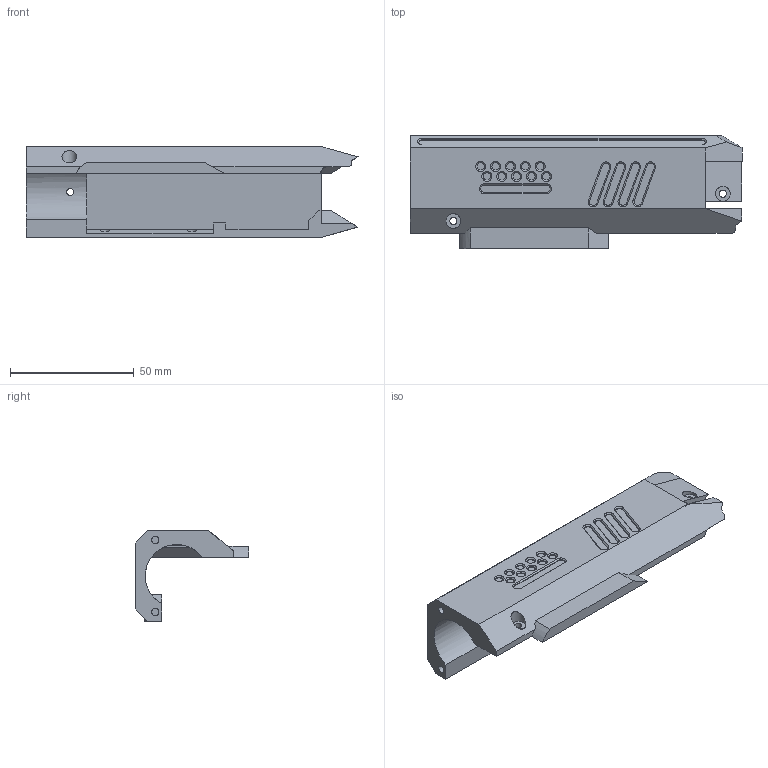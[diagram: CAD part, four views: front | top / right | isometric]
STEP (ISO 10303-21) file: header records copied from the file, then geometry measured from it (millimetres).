
FILE_DESCRIPTION(/* description */ (''),/* implementation_level */ '2;1');
FILE_NAME(/* name */ 'leftmonolithic v17.step',/* time_stamp */ '2022-11-20T15:12:59-05:00',/* author */ (''),/* organization */ (''),/* preprocessor_version */ 'ST-DEVELOPER v19.2',/* originating_system */ 'Autodesk Translation Framework v11.17.0.187',/* authorisation */ '');
FILE_SCHEMA (('AUTOMOTIVE_DESIGN { 1 0 10303 214 3 1 1 }'));
Length unit declared in the file: millimetre
Products named in the file (1): leftmonolithic
Bounding box: 133.89 x 45.6 x 36.6 mm (x, y, z)
Volume: 40392.8 mm3; surface area: 24132.7 mm2
Topology: 1 solids, 1 shells, 199 faces, 502 edges, 323 vertices
Faces by surface type: plane 129, cylinder 41, cone 29
Full cylindrical faces by diameter (mm): 2.9 x5, 3 x10, 3.9 x2, 6 x2
Entity records: 6189 total; most frequent: CARTESIAN_POINT 1069, DIRECTION 1031, ORIENTED_EDGE 1004, EDGE_CURVE 502, LINE 359, VECTOR 359, AXIS2_PLACEMENT_3D 336, VERTEX_POINT 323
